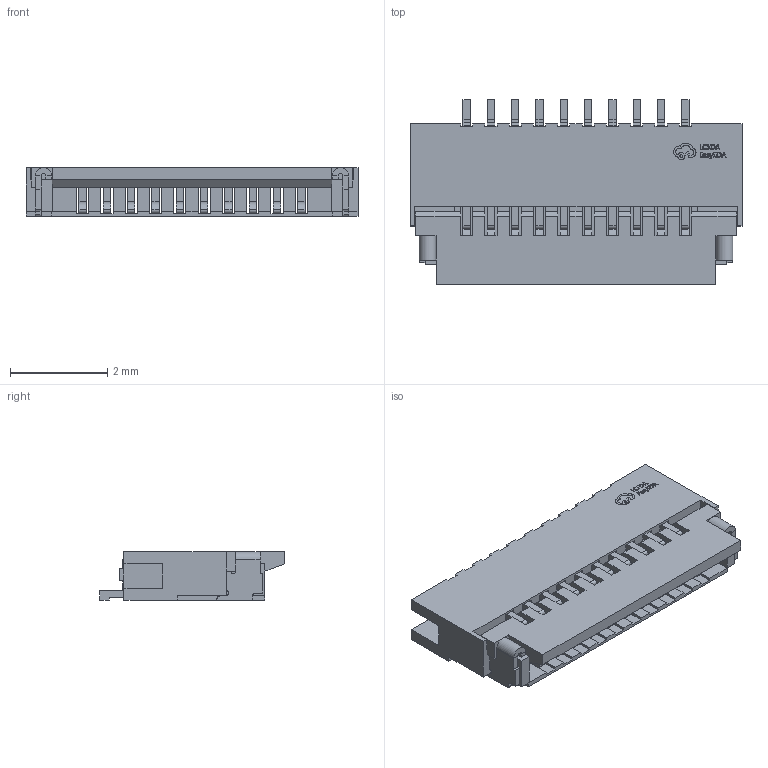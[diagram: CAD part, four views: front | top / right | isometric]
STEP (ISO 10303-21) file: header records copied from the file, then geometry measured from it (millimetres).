
FILE_DESCRIPTION(/* description */ (''),/* implementation_level */ '2;1');
FILE_NAME(/* name */ 'FPC.step',/* time_stamp */ '2023-10-01T17:50:52-07:00',/* author */ (''),/* organization */ (''),/* preprocessor_version */ 'ST-DEVELOPER v20',/* originating_system */ 'Autodesk Translation Framework v12.14.0.127',/* authorisation */ '');
FILE_SCHEMA (('AUTOMOTIVE_DESIGN { 1 0 10303 214 3 1 1 }'));
Length unit declared in the file: millimetre
Products named in the file (4): FPC; FPC1; FPC-SMD_10P-P0.50_THD0510-10CL-GF; COMPOUND (1)
Assembly tree (3 placements, depth 4):
  FPC
    FPC1
      FPC-SMD_10P-P0.50_THD0510-10CL-GF
        COMPOUND (1)
Bounding box: 6.83 x 3.8 x 1 mm (x, y, z)
Volume: 11.5 mm3; surface area: 161.7 mm2
Topology: 14 solids, 14 shells, 702 faces, 2009 edges, 1334 vertices
Faces by surface type: plane 530, bspline 98, cylinder 74
Entity records: 23980 total; most frequent: CARTESIAN_POINT 5076, ORIENTED_EDGE 4018, DIRECTION 3363, EDGE_CURVE 2009, LINE 1665, VECTOR 1665, VERTEX_POINT 1334, AXIS2_PLACEMENT_3D 849
